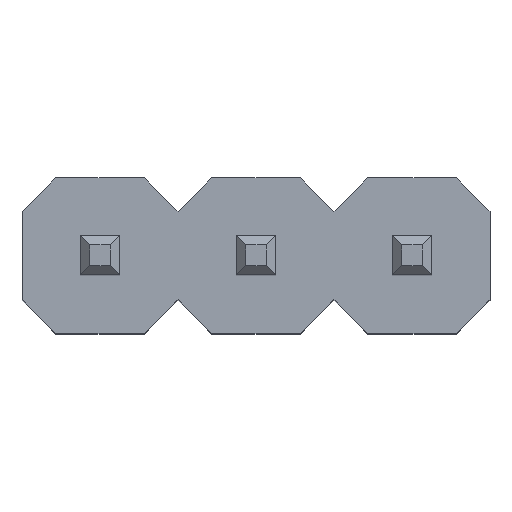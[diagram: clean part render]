
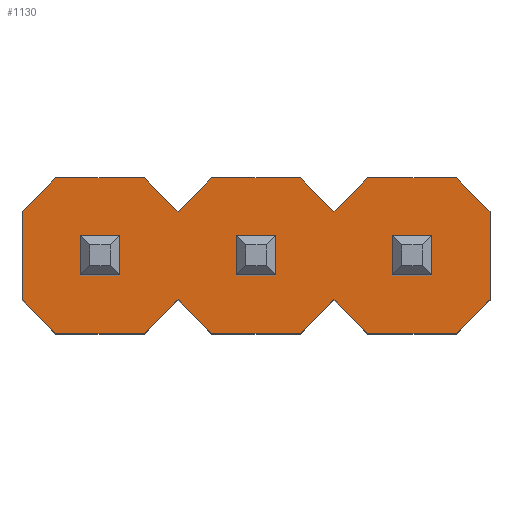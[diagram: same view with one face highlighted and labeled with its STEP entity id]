
A CAD part, top view. The second image highlights one B-rep face of the part: STEP entity #1130.
In plain terms, the highlighted planar face has unit normal (0, 0, 1).
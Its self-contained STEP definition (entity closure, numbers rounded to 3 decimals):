
#50=FACE_OUTER_BOUND('',#118,.T.);
#118=EDGE_LOOP('',(#849,#850,#851,#852,#853,#854,#855,#856,#857,#858,#859,
#860,#861,#862,#863,#864,#865,#866,#867,#868));
#162=LINE('',#1565,#318);
#168=LINE('',#1577,#324);
#170=LINE('',#1583,#326);
#177=LINE('',#1597,#333);
#182=LINE('',#1606,#338);
#184=LINE('',#1609,#340);
#186=LINE('',#1612,#342);
#209=LINE('',#1659,#365);
#213=LINE('',#1666,#369);
#214=LINE('',#1669,#370);
#217=LINE('',#1674,#373);
#218=LINE('',#1676,#374);
#219=LINE('',#1678,#375);
#220=LINE('',#1681,#376);
#223=LINE('',#1687,#379);
#225=LINE('',#1691,#381);
#228=LINE('',#1696,#384);
#229=LINE('',#1698,#385);
#231=LINE('',#1702,#387);
#232=LINE('',#1704,#388);
#318=VECTOR('',#1267,10.);
#324=VECTOR('',#1275,10.);
#326=VECTOR('',#1279,10.);
#333=VECTOR('',#1288,10.);
#338=VECTOR('',#1295,10.);
#340=VECTOR('',#1299,10.);
#342=VECTOR('',#1303,10.);
#365=VECTOR('',#1338,10.);
#369=VECTOR('',#1344,10.);
#370=VECTOR('',#1347,10.);
#373=VECTOR('',#1352,10.);
#374=VECTOR('',#1355,10.);
#375=VECTOR('',#1358,10.);
#376=VECTOR('',#1361,10.);
#379=VECTOR('',#1366,10.);
#381=VECTOR('',#1370,10.);
#384=VECTOR('',#1375,10.);
#385=VECTOR('',#1378,10.);
#387=VECTOR('',#1382,10.);
#388=VECTOR('',#1385,10.);
#473=VERTEX_POINT('',#1561);
#475=VERTEX_POINT('',#1564);
#478=VERTEX_POINT('',#1571);
#480=VERTEX_POINT('',#1575);
#482=VERTEX_POINT('',#1580);
#483=VERTEX_POINT('',#1582);
#489=VERTEX_POINT('',#1595);
#492=VERTEX_POINT('',#1604);
#509=VERTEX_POINT('',#1656);
#510=VERTEX_POINT('',#1658);
#511=VERTEX_POINT('',#1662);
#512=VERTEX_POINT('',#1664);
#513=VERTEX_POINT('',#1668);
#514=VERTEX_POINT('',#1672);
#515=VERTEX_POINT('',#1680);
#516=VERTEX_POINT('',#1684);
#517=VERTEX_POINT('',#1686);
#518=VERTEX_POINT('',#1690);
#519=VERTEX_POINT('',#1694);
#520=VERTEX_POINT('',#1700);
#570=EDGE_CURVE('',#473,#475,#162,.T.);
#576=EDGE_CURVE('',#480,#478,#168,.T.);
#578=EDGE_CURVE('',#482,#483,#170,.T.);
#585=EDGE_CURVE('',#482,#489,#177,.T.);
#590=EDGE_CURVE('',#492,#489,#182,.T.);
#592=EDGE_CURVE('',#492,#475,#184,.T.);
#594=EDGE_CURVE('',#480,#483,#186,.T.);
#617=EDGE_CURVE('',#509,#510,#209,.T.);
#621=EDGE_CURVE('',#512,#511,#213,.T.);
#622=EDGE_CURVE('',#478,#513,#214,.T.);
#625=EDGE_CURVE('',#514,#473,#217,.T.);
#626=EDGE_CURVE('',#514,#510,#218,.T.);
#627=EDGE_CURVE('',#512,#513,#219,.T.);
#628=EDGE_CURVE('',#511,#515,#220,.T.);
#631=EDGE_CURVE('',#516,#517,#223,.T.);
#633=EDGE_CURVE('',#516,#518,#225,.T.);
#636=EDGE_CURVE('',#519,#509,#228,.T.);
#637=EDGE_CURVE('',#519,#517,#229,.T.);
#639=EDGE_CURVE('',#520,#518,#231,.T.);
#640=EDGE_CURVE('',#520,#515,#232,.T.);
#849=ORIENTED_EDGE('',*,*,#625,.F.);
#850=ORIENTED_EDGE('',*,*,#626,.T.);
#851=ORIENTED_EDGE('',*,*,#617,.F.);
#852=ORIENTED_EDGE('',*,*,#636,.F.);
#853=ORIENTED_EDGE('',*,*,#637,.T.);
#854=ORIENTED_EDGE('',*,*,#631,.F.);
#855=ORIENTED_EDGE('',*,*,#633,.T.);
#856=ORIENTED_EDGE('',*,*,#639,.F.);
#857=ORIENTED_EDGE('',*,*,#640,.T.);
#858=ORIENTED_EDGE('',*,*,#628,.F.);
#859=ORIENTED_EDGE('',*,*,#621,.F.);
#860=ORIENTED_EDGE('',*,*,#627,.T.);
#861=ORIENTED_EDGE('',*,*,#622,.F.);
#862=ORIENTED_EDGE('',*,*,#576,.F.);
#863=ORIENTED_EDGE('',*,*,#594,.T.);
#864=ORIENTED_EDGE('',*,*,#578,.F.);
#865=ORIENTED_EDGE('',*,*,#585,.T.);
#866=ORIENTED_EDGE('',*,*,#590,.F.);
#867=ORIENTED_EDGE('',*,*,#592,.T.);
#868=ORIENTED_EDGE('',*,*,#570,.F.);
#1062=PLANE('',#1216);
#1130=ADVANCED_FACE('',(#50),#1062,.T.);
#1216=AXIS2_PLACEMENT_3D('',#1705,#1386,#1387);
#1267=DIRECTION('',(0.707,0.707,0.));
#1275=DIRECTION('',(-0.707,0.707,0.));
#1279=DIRECTION('',(-0.707,-0.707,0.));
#1288=DIRECTION('',(0.,1.,0.));
#1295=DIRECTION('',(0.707,-0.707,0.));
#1299=DIRECTION('',(-1.,0.,0.));
#1303=DIRECTION('',(1.,0.,0.));
#1338=DIRECTION('',(0.707,0.707,0.));
#1344=DIRECTION('',(-0.707,0.707,0.));
#1347=DIRECTION('',(-0.707,-0.707,0.));
#1352=DIRECTION('',(0.707,-0.707,0.));
#1355=DIRECTION('',(-1.,0.,0.));
#1358=DIRECTION('',(1.,0.,0.));
#1361=DIRECTION('',(-0.707,-0.707,0.));
#1366=DIRECTION('',(0.707,0.707,0.));
#1370=DIRECTION('',(0.,-1.,0.));
#1375=DIRECTION('',(0.707,-0.707,0.));
#1378=DIRECTION('',(-1.,0.,0.));
#1382=DIRECTION('',(-0.707,0.707,0.));
#1385=DIRECTION('',(1.,0.,0.));
#1386=DIRECTION('center_axis',(0.,0.,1.));
#1387=DIRECTION('ref_axis',(1.,0.,0.));
#1561=CARTESIAN_POINT('',(1.27,0.717,2.59));
#1564=CARTESIAN_POINT('',(1.823,1.27,2.59));
#1565=CARTESIAN_POINT('',(1.546,0.994,2.59));
#1571=CARTESIAN_POINT('',(1.27,-0.717,2.59));
#1575=CARTESIAN_POINT('',(1.823,-1.27,2.59));
#1577=CARTESIAN_POINT('',(1.546,-0.994,2.59));
#1580=CARTESIAN_POINT('',(3.81,-0.717,2.59));
#1582=CARTESIAN_POINT('',(3.257,-1.27,2.59));
#1583=CARTESIAN_POINT('',(3.534,-0.994,2.59));
#1595=CARTESIAN_POINT('',(3.81,0.717,2.59));
#1597=CARTESIAN_POINT('',(3.81,-1.27,2.59));
#1604=CARTESIAN_POINT('',(3.257,1.27,2.59));
#1606=CARTESIAN_POINT('',(3.534,0.994,2.59));
#1609=CARTESIAN_POINT('',(3.81,1.27,2.59));
#1612=CARTESIAN_POINT('',(1.27,-1.27,2.59));
#1656=CARTESIAN_POINT('',(-1.27,0.717,2.59));
#1658=CARTESIAN_POINT('',(-0.717,1.27,2.59));
#1659=CARTESIAN_POINT('',(-0.994,0.994,2.59));
#1662=CARTESIAN_POINT('',(-1.27,-0.717,2.59));
#1664=CARTESIAN_POINT('',(-0.717,-1.27,2.59));
#1666=CARTESIAN_POINT('',(-0.994,-0.994,2.59));
#1668=CARTESIAN_POINT('',(0.717,-1.27,2.59));
#1669=CARTESIAN_POINT('',(0.994,-0.994,2.59));
#1672=CARTESIAN_POINT('',(0.717,1.27,2.59));
#1674=CARTESIAN_POINT('',(0.994,0.994,2.59));
#1676=CARTESIAN_POINT('',(1.27,1.27,2.59));
#1678=CARTESIAN_POINT('',(-1.27,-1.27,2.59));
#1680=CARTESIAN_POINT('',(-1.823,-1.27,2.59));
#1681=CARTESIAN_POINT('',(-1.546,-0.994,2.59));
#1684=CARTESIAN_POINT('',(-3.81,0.717,2.59));
#1686=CARTESIAN_POINT('',(-3.257,1.27,2.59));
#1687=CARTESIAN_POINT('',(-3.534,0.994,2.59));
#1690=CARTESIAN_POINT('',(-3.81,-0.717,2.59));
#1691=CARTESIAN_POINT('',(-3.81,1.27,2.59));
#1694=CARTESIAN_POINT('',(-1.823,1.27,2.59));
#1696=CARTESIAN_POINT('',(-1.546,0.994,2.59));
#1698=CARTESIAN_POINT('',(-1.27,1.27,2.59));
#1700=CARTESIAN_POINT('',(-3.257,-1.27,2.59));
#1702=CARTESIAN_POINT('',(-3.534,-0.994,2.59));
#1704=CARTESIAN_POINT('',(-3.81,-1.27,2.59));
#1705=CARTESIAN_POINT('Origin',(-2.54,0.,
2.59));
